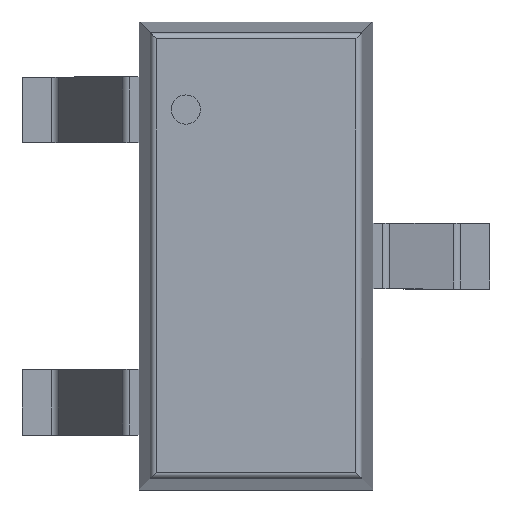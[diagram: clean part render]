
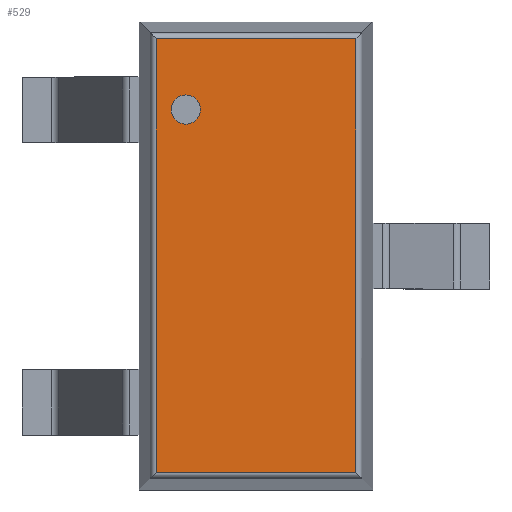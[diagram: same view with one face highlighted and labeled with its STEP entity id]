
A CAD part, top view. The second image highlights one B-rep face of the part: STEP entity #529.
In plain terms, the highlighted planar face has unit normal (0, 0, 1).
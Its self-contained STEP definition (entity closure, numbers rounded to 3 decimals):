
#435 = VERTEX_POINT('',#436);
#436 = CARTESIAN_POINT('',(-0.342,-0.742,0.9));
#443 = EDGE_CURVE('',#435,#444,#446,.T.);
#444 = VERTEX_POINT('',#445);
#445 = CARTESIAN_POINT('',(-0.342,0.742,0.9));
#446 = LINE('',#447,#448);
#447 = CARTESIAN_POINT('',(-0.342,-0.76,0.9));
#448 = VECTOR('',#449,1.);
#449 = DIRECTION('',(0.,1.,0.));
#510 = VERTEX_POINT('',#511);
#511 = CARTESIAN_POINT('',(0.342,-0.742,0.9));
#518 = EDGE_CURVE('',#435,#510,#519,.T.);
#519 = LINE('',#520,#521);
#520 = CARTESIAN_POINT('',(-0.36,-0.742,0.9));
#521 = VECTOR('',#522,1.);
#522 = DIRECTION('',(1.,0.,0.));
#529 = ADVANCED_FACE('',(#530,#548),#559,.T.);
#530 = FACE_BOUND('',#531,.T.);
#531 = EDGE_LOOP('',(#532,#533,#534,#542));
#532 = ORIENTED_EDGE('',*,*,#443,.F.);
#533 = ORIENTED_EDGE('',*,*,#518,.T.);
#534 = ORIENTED_EDGE('',*,*,#535,.T.);
#535 = EDGE_CURVE('',#510,#536,#538,.T.);
#536 = VERTEX_POINT('',#537);
#537 = CARTESIAN_POINT('',(0.342,0.742,0.9));
#538 = LINE('',#539,#540);
#539 = CARTESIAN_POINT('',(0.342,-0.76,0.9));
#540 = VECTOR('',#541,1.);
#541 = DIRECTION('',(0.,1.,0.));
#542 = ORIENTED_EDGE('',*,*,#543,.F.);
#543 = EDGE_CURVE('',#444,#536,#544,.T.);
#544 = LINE('',#545,#546);
#545 = CARTESIAN_POINT('',(-0.36,0.742,0.9));
#546 = VECTOR('',#547,1.);
#547 = DIRECTION('',(1.,0.,0.));
#548 = FACE_BOUND('',#549,.T.);
#549 = EDGE_LOOP('',(#550));
#550 = ORIENTED_EDGE('',*,*,#551,.F.);
#551 = EDGE_CURVE('',#552,#552,#554,.T.);
#552 = VERTEX_POINT('',#553);
#553 = CARTESIAN_POINT('',(-0.19,0.5,0.9));
#554 = CIRCLE('',#555,0.05);
#555 = AXIS2_PLACEMENT_3D('',#556,#557,#558);
#556 = CARTESIAN_POINT('',(-0.24,0.5,0.9));
#557 = DIRECTION('',(0.,0.,1.));
#558 = DIRECTION('',(1.,0.,-0.));
#559 = PLANE('',#560);
#560 = AXIS2_PLACEMENT_3D('',#561,#562,#563);
#561 = CARTESIAN_POINT('',(-0.4,-0.8,0.9));
#562 = DIRECTION('',(0.,0.,1.));
#563 = DIRECTION('',(1.,0.,-0.));
